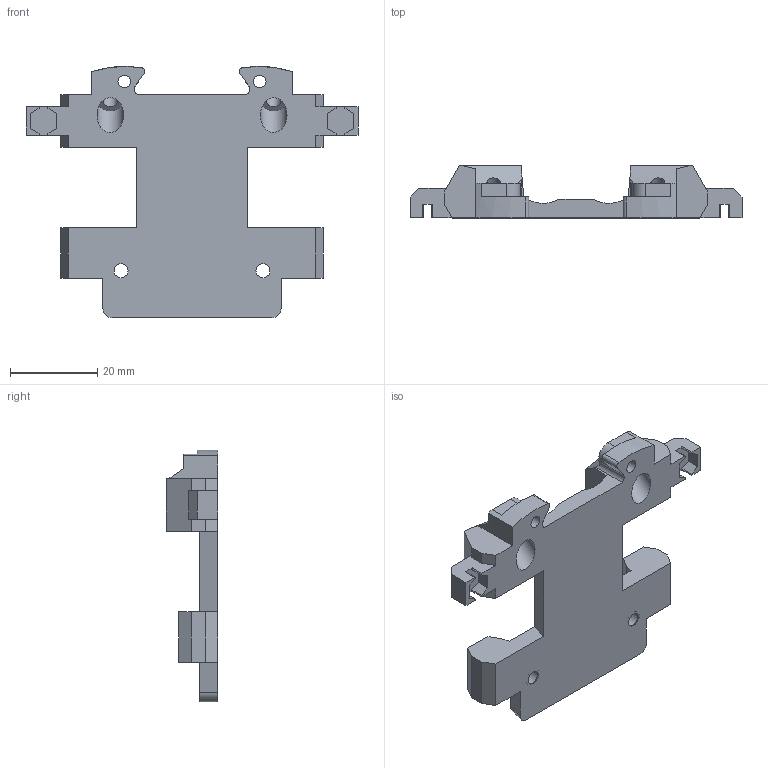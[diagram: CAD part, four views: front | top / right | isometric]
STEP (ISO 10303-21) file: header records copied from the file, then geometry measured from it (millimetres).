
FILE_DESCRIPTION(('FreeCAD Model'),'2;1');
FILE_NAME('Open CASCADE Shape Model','2024-08-05T20:18:52',(''),(''), 'Open CASCADE STEP processor 7.6','FreeCAD','Unknown');
FILE_SCHEMA(('AUTOMOTIVE_DESIGN { 1 0 10303 214 1 1 1 1 }'));
Length unit declared in the file: millimetre
Products named in the file (2): TH-Side; TH-Side-Body
Assembly tree (1 placements, depth 2):
  TH-Side
    TH-Side-Body
Bounding box: 76 x 11.9 x 57.52 mm (x, y, z)
Volume: 13309.6 mm3; surface area: 8688.4 mm2
Topology: 1 solids, 1 shells, 164 faces, 470 edges, 316 vertices
Faces by surface type: plane 132, cylinder 30, cone 2
Full cylindrical faces by diameter (mm): 2.9 x2, 3.2 x2, 3.4 x2, 4.1 x2, 6.1 x2
Entity records: 11742 total; most frequent: CARTESIAN_POINT 2256, DIRECTION 1768, LINE 1240, VECTOR 1240, ORIENTED_EDGE 940, PCURVE 940, DEFINITIONAL_REPRESENTATION 940, EDGE_CURVE 470
